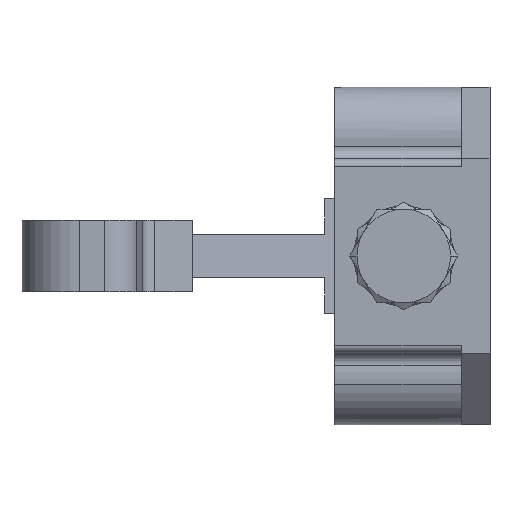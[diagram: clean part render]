
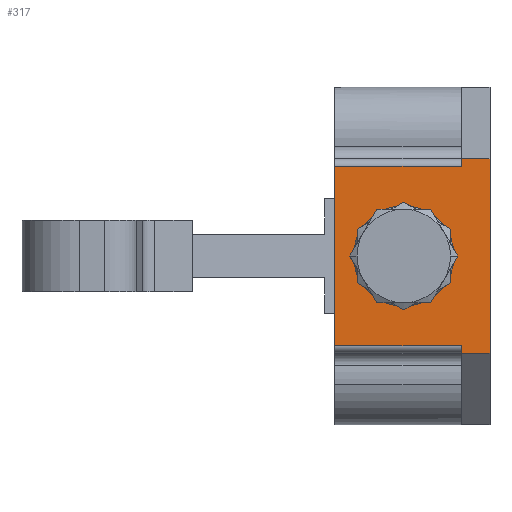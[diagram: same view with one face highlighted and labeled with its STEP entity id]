
A CAD part, left-side view. The second image highlights one B-rep face of the part: STEP entity #317.
In plain terms, the highlighted planar face has unit normal (-1, 0, 0).
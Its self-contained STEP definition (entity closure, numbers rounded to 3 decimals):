
#317 = ADVANCED_FACE( '', ( #545, #546 ), #547, .T. );
#545 = FACE_BOUND( '', #934, .T. );
#546 = FACE_OUTER_BOUND( '', #935, .T. );
#547 = PLANE( '', #936 );
#934 = EDGE_LOOP( '', ( #1591, #1592 ) );
#935 = EDGE_LOOP( '', ( #1593, #1594, #1595, #1596, #1597, #1598, #1599, #1600 ) );
#936 = AXIS2_PLACEMENT_3D( '', #1601, #1602, #1603 );
#1591 = ORIENTED_EDGE( '', *, *, #2685, .T. );
#1592 = ORIENTED_EDGE( '', *, *, #2701, .T. );
#1593 = ORIENTED_EDGE( '', *, *, #2736, .T. );
#1594 = ORIENTED_EDGE( '', *, *, #2776, .T. );
#1595 = ORIENTED_EDGE( '', *, *, #2795, .T. );
#1596 = ORIENTED_EDGE( '', *, *, #2777, .F. );
#1597 = ORIENTED_EDGE( '', *, *, #2738, .T. );
#1598 = ORIENTED_EDGE( '', *, *, #2792, .F. );
#1599 = ORIENTED_EDGE( '', *, *, #2796, .T. );
#1600 = ORIENTED_EDGE( '', *, *, #2786, .T. );
#1601 = CARTESIAN_POINT( '', ( 0., -12., 13.5 ) );
#1602 = DIRECTION( '', ( -1., 0., 0. ) );
#1603 = DIRECTION( '', ( 0., 0., 1. ) );
#2685 = EDGE_CURVE( '', #3192, #3189, #3193, .T. );
#2701 = EDGE_CURVE( '', #3189, #3192, #3218, .T. );
#2736 = EDGE_CURVE( '', #3275, #3273, #3276, .T. );
#2738 = EDGE_CURVE( '', #3278, #3279, #3280, .T. );
#2776 = EDGE_CURVE( '', #3273, #3339, #3341, .T. );
#2777 = EDGE_CURVE( '', #3278, #3342, #3343, .T. );
#2786 = EDGE_CURVE( '', #3353, #3275, #3354, .T. );
#2792 = EDGE_CURVE( '', #3361, #3279, #3363, .T. );
#2795 = EDGE_CURVE( '', #3339, #3342, #3367, .T. );
#2796 = EDGE_CURVE( '', #3361, #3353, #3368, .T. );
#3189 = VERTEX_POINT( '', #3942 );
#3192 = VERTEX_POINT( '', #3946 );
#3193 = CIRCLE( '', #3947, 7. );
#3218 = CIRCLE( '', #3977, 7. );
#3273 = VERTEX_POINT( '', #4065 );
#3275 = VERTEX_POINT( '', #4067 );
#3276 = LINE( '', #4068, #4069 );
#3278 = VERTEX_POINT( '', #4072 );
#3279 = VERTEX_POINT( '', #4073 );
#3280 = LINE( '', #4074, #4075 );
#3339 = VERTEX_POINT( '', #4155 );
#3341 = LINE( '', #4157, #4158 );
#3342 = VERTEX_POINT( '', #4159 );
#3343 = LINE( '', #4160, #4161 );
#3353 = VERTEX_POINT( '', #4176 );
#3354 = LINE( '', #4177, #4178 );
#3361 = VERTEX_POINT( '', #4189 );
#3363 = LINE( '', #4192, #4193 );
#3367 = LINE( '', #4199, #4200 );
#3368 = LINE( '', #4201, #4202 );
#3942 = CARTESIAN_POINT( '', ( 0., 0., -7. ) );
#3946 = CARTESIAN_POINT( '', ( 0., 0., 7. ) );
#3947 = AXIS2_PLACEMENT_3D( '', #5414, #5415, #5416 );
#3977 = AXIS2_PLACEMENT_3D( '', #5452, #5453, #5454 );
#4065 = CARTESIAN_POINT( '', ( 0., -8., 12.5 ) );
#4067 = CARTESIAN_POINT( '', ( 0., -8., 13.5 ) );
#4068 = CARTESIAN_POINT( '', ( 0., -8., 6.75 ) );
#4069 = VECTOR( '', #5521, 1. );
#4072 = CARTESIAN_POINT( '', ( 0., -8., -12.5 ) );
#4073 = CARTESIAN_POINT( '', ( 0., -8., -13.5 ) );
#4074 = CARTESIAN_POINT( '', ( 0., -8., 6.75 ) );
#4075 = VECTOR( '', #5523, 1. );
#4155 = CARTESIAN_POINT( '', ( 0., 9.6, 12.5 ) );
#4157 = CARTESIAN_POINT( '', ( 0., 0.8, 12.5 ) );
#4158 = VECTOR( '', #5593, 1. );
#4159 = CARTESIAN_POINT( '', ( 0., 9.6, -12.5 ) );
#4160 = CARTESIAN_POINT( '', ( 0., 0.8, -12.5 ) );
#4161 = VECTOR( '', #5594, 1. );
#4176 = CARTESIAN_POINT( '', ( 0., -12., 13.5 ) );
#4177 = CARTESIAN_POINT( '', ( 0., -12., 13.5 ) );
#4178 = VECTOR( '', #5609, 1. );
#4189 = CARTESIAN_POINT( '', ( 0., -12., -13.5 ) );
#4192 = CARTESIAN_POINT( '', ( 0., -12., -13.5 ) );
#4193 = VECTOR( '', #5615, 1. );
#4199 = CARTESIAN_POINT( '', ( 0., 9.6, -13.5 ) );
#4200 = VECTOR( '', #5618, 1. );
#4201 = CARTESIAN_POINT( '', ( 0., -12., -13.5 ) );
#4202 = VECTOR( '', #5619, 1. );
#5414 = CARTESIAN_POINT( '', ( 0., 0., 0. ) );
#5415 = DIRECTION( '', ( 1., 0., 0. ) );
#5416 = DIRECTION( '', ( 0., 0., -1. ) );
#5452 = CARTESIAN_POINT( '', ( 0., 0., 0. ) );
#5453 = DIRECTION( '', ( 1., 0., 0. ) );
#5454 = DIRECTION( '', ( 0., 0., -1. ) );
#5521 = DIRECTION( '', ( 0., 0., -1. ) );
#5523 = DIRECTION( '', ( 0., 0., -1. ) );
#5593 = DIRECTION( '', ( 0., 1., 0. ) );
#5594 = DIRECTION( '', ( 0., 1., 0. ) );
#5609 = DIRECTION( '', ( 0., 1., 0. ) );
#5615 = DIRECTION( '', ( 0., 1., 0. ) );
#5618 = DIRECTION( '', ( 0., 0., -1. ) );
#5619 = DIRECTION( '', ( 0., 0., 1. ) );
